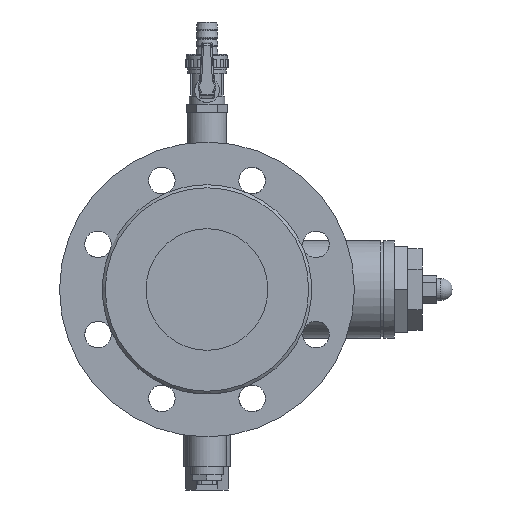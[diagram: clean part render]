
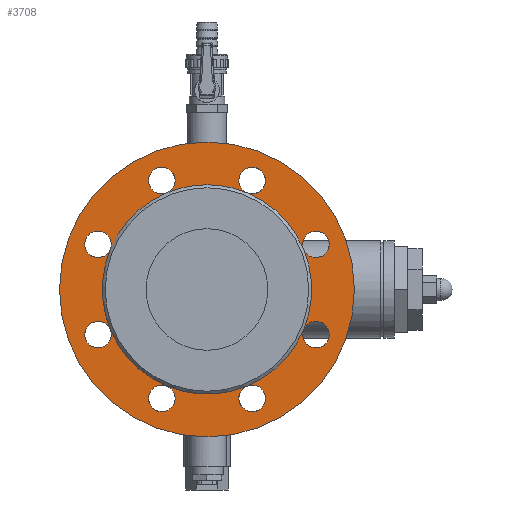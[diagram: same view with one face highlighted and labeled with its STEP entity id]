
A CAD part, left-side view. The second image highlights one B-rep face of the part: STEP entity #3708.
In plain terms, the highlighted planar face has unit normal (-1, 0, 0).
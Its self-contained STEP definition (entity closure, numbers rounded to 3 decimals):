
#116=PLANE('',#4167);
#275=FACE_BOUND('',#786,.T.);
#460=FACE_OUTER_BOUND('',#785,.T.);
#785=EDGE_LOOP('',(#3160));
#786=EDGE_LOOP('',(#3161,#3162,#3163,#3164,#3165,#3166,#3167,#3168,#3169,
#3170,#3171,#3172,#3173,#3174,#3175,#3176));
#1062=CIRCLE('',#4112,9.);
#1063=CIRCLE('',#4114,9.);
#1064=CIRCLE('',#4116,9.);
#1065=CIRCLE('',#4118,9.);
#1066=CIRCLE('',#4120,9.);
#1067=CIRCLE('',#4122,9.);
#1068=CIRCLE('',#4124,9.);
#1069=CIRCLE('',#4126,9.);
#1070=CIRCLE('',#4128,100.);
#1092=CIRCLE('',#4168,71.);
#1093=CIRCLE('',#4169,71.);
#1094=CIRCLE('',#4170,71.);
#1095=CIRCLE('',#4171,71.);
#1096=CIRCLE('',#4172,71.);
#1097=CIRCLE('',#4173,71.);
#1098=CIRCLE('',#4174,71.);
#1099=CIRCLE('',#4175,71.);
#1844=VERTEX_POINT('',#6851);
#1845=VERTEX_POINT('',#6854);
#1846=VERTEX_POINT('',#6857);
#1847=VERTEX_POINT('',#6860);
#1848=VERTEX_POINT('',#6863);
#1849=VERTEX_POINT('',#6866);
#1850=VERTEX_POINT('',#6869);
#1851=VERTEX_POINT('',#6872);
#1852=VERTEX_POINT('',#6875);
#2282=EDGE_CURVE('',#1844,#1844,#1062,.T.);
#2283=EDGE_CURVE('',#1845,#1845,#1063,.T.);
#2284=EDGE_CURVE('',#1846,#1846,#1064,.T.);
#2285=EDGE_CURVE('',#1847,#1847,#1065,.T.);
#2286=EDGE_CURVE('',#1848,#1848,#1066,.T.);
#2287=EDGE_CURVE('',#1849,#1849,#1067,.T.);
#2288=EDGE_CURVE('',#1850,#1850,#1068,.T.);
#2289=EDGE_CURVE('',#1851,#1851,#1069,.T.);
#2290=EDGE_CURVE('',#1852,#1852,#1070,.T.);
#2324=EDGE_CURVE('',#1851,#1850,#1092,.T.);
#2325=EDGE_CURVE('',#1850,#1849,#1093,.T.);
#2326=EDGE_CURVE('',#1849,#1848,#1094,.T.);
#2327=EDGE_CURVE('',#1848,#1847,#1095,.T.);
#2328=EDGE_CURVE('',#1847,#1846,#1096,.T.);
#2329=EDGE_CURVE('',#1846,#1845,#1097,.T.);
#2330=EDGE_CURVE('',#1845,#1844,#1098,.T.);
#2331=EDGE_CURVE('',#1844,#1851,#1099,.T.);
#3160=ORIENTED_EDGE('',*,*,#2290,.F.);
#3161=ORIENTED_EDGE('',*,*,#2324,.T.);
#3162=ORIENTED_EDGE('',*,*,#2288,.T.);
#3163=ORIENTED_EDGE('',*,*,#2325,.T.);
#3164=ORIENTED_EDGE('',*,*,#2287,.T.);
#3165=ORIENTED_EDGE('',*,*,#2326,.T.);
#3166=ORIENTED_EDGE('',*,*,#2286,.T.);
#3167=ORIENTED_EDGE('',*,*,#2327,.T.);
#3168=ORIENTED_EDGE('',*,*,#2285,.T.);
#3169=ORIENTED_EDGE('',*,*,#2328,.T.);
#3170=ORIENTED_EDGE('',*,*,#2284,.T.);
#3171=ORIENTED_EDGE('',*,*,#2329,.T.);
#3172=ORIENTED_EDGE('',*,*,#2283,.T.);
#3173=ORIENTED_EDGE('',*,*,#2330,.T.);
#3174=ORIENTED_EDGE('',*,*,#2282,.T.);
#3175=ORIENTED_EDGE('',*,*,#2331,.T.);
#3176=ORIENTED_EDGE('',*,*,#2289,.T.);
#3708=ADVANCED_FACE('',(#460,#275),#116,.T.);
#4112=AXIS2_PLACEMENT_3D('',#6852,#5069,#5070);
#4114=AXIS2_PLACEMENT_3D('',#6855,#5073,#5074);
#4116=AXIS2_PLACEMENT_3D('',#6858,#5077,#5078);
#4118=AXIS2_PLACEMENT_3D('',#6861,#5081,#5082);
#4120=AXIS2_PLACEMENT_3D('',#6864,#5085,#5086);
#4122=AXIS2_PLACEMENT_3D('',#6867,#5089,#5090);
#4124=AXIS2_PLACEMENT_3D('',#6870,#5093,#5094);
#4126=AXIS2_PLACEMENT_3D('',#6873,#5097,#5098);
#4128=AXIS2_PLACEMENT_3D('',#6876,#5101,#5102);
#4167=AXIS2_PLACEMENT_3D('',#6954,#5191,#5192);
#4168=AXIS2_PLACEMENT_3D('',#6955,#5193,#5194);
#4169=AXIS2_PLACEMENT_3D('',#6956,#5195,#5196);
#4170=AXIS2_PLACEMENT_3D('',#6957,#5197,#5198);
#4171=AXIS2_PLACEMENT_3D('',#6958,#5199,#5200);
#4172=AXIS2_PLACEMENT_3D('',#6959,#5201,#5202);
#4173=AXIS2_PLACEMENT_3D('',#6960,#5203,#5204);
#4174=AXIS2_PLACEMENT_3D('',#6961,#5205,#5206);
#4175=AXIS2_PLACEMENT_3D('',#6962,#5207,#5208);
#5069=DIRECTION('center_axis',(1.,0.,0.));
#5070=DIRECTION('ref_axis',(0.,0.707,-0.707));
#5073=DIRECTION('center_axis',(1.,0.,0.));
#5074=DIRECTION('ref_axis',(0.,0.,-1.));
#5077=DIRECTION('center_axis',(1.,0.,0.));
#5078=DIRECTION('ref_axis',(0.,-0.707,-0.707));
#5081=DIRECTION('center_axis',(1.,0.,0.));
#5082=DIRECTION('ref_axis',(0.,-1.,0.));
#5085=DIRECTION('center_axis',(1.,0.,0.));
#5086=DIRECTION('ref_axis',(0.,-0.707,0.707));
#5089=DIRECTION('center_axis',(1.,0.,0.));
#5090=DIRECTION('ref_axis',(0.,0.,1.));
#5093=DIRECTION('center_axis',(1.,0.,0.));
#5094=DIRECTION('ref_axis',(0.,0.707,0.707));
#5097=DIRECTION('center_axis',(1.,0.,0.));
#5098=DIRECTION('ref_axis',(0.,1.,0.));
#5101=DIRECTION('center_axis',(1.,0.,0.));
#5102=DIRECTION('ref_axis',(0.,1.,0.));
#5191=DIRECTION('center_axis',(-1.,0.,0.));
#5192=DIRECTION('ref_axis',(0.,-1.,0.));
#5193=DIRECTION('center_axis',(1.,0.,0.));
#5194=DIRECTION('ref_axis',(0.,1.,0.));
#5195=DIRECTION('center_axis',(1.,0.,0.));
#5196=DIRECTION('ref_axis',(0.,1.,0.));
#5197=DIRECTION('center_axis',(1.,0.,0.));
#5198=DIRECTION('ref_axis',(0.,1.,0.));
#5199=DIRECTION('center_axis',(1.,0.,0.));
#5200=DIRECTION('ref_axis',(0.,1.,0.));
#5201=DIRECTION('center_axis',(1.,0.,0.));
#5202=DIRECTION('ref_axis',(0.,1.,0.));
#5203=DIRECTION('center_axis',(1.,0.,0.));
#5204=DIRECTION('ref_axis',(0.,1.,0.));
#5205=DIRECTION('center_axis',(1.,0.,0.));
#5206=DIRECTION('ref_axis',(0.,1.,0.));
#5207=DIRECTION('center_axis',(1.,0.,0.));
#5208=DIRECTION('ref_axis',(0.,1.,0.));
#6851=CARTESIAN_POINT('',(2.,65.595,-27.171));
#6852=CARTESIAN_POINT('Origin',(2.,73.91,-30.615));
#6854=CARTESIAN_POINT('',(2.,27.171,-65.595));
#6855=CARTESIAN_POINT('Origin',(2.,30.615,-73.91));
#6857=CARTESIAN_POINT('',(2.,-27.171,-65.595));
#6858=CARTESIAN_POINT('Origin',(2.,-30.615,-73.91));
#6860=CARTESIAN_POINT('',(2.,-65.595,-27.171));
#6861=CARTESIAN_POINT('Origin',(2.,-73.91,-30.615));
#6863=CARTESIAN_POINT('',(2.,-65.595,27.171));
#6864=CARTESIAN_POINT('Origin',(2.,-73.91,30.615));
#6866=CARTESIAN_POINT('',(2.,-27.171,65.595));
#6867=CARTESIAN_POINT('Origin',(2.,-30.615,73.91));
#6869=CARTESIAN_POINT('',(2.,27.171,65.595));
#6870=CARTESIAN_POINT('Origin',(2.,30.615,73.91));
#6872=CARTESIAN_POINT('',(2.,65.595,27.171));
#6873=CARTESIAN_POINT('Origin',(2.,73.91,30.615));
#6875=CARTESIAN_POINT('',(2.,0.,100.));
#6876=CARTESIAN_POINT('Origin',(2.,0.,0.));
#6954=CARTESIAN_POINT('Origin',(2.,0.,100.));
#6955=CARTESIAN_POINT('Origin',(2.,0.,0.));
#6956=CARTESIAN_POINT('Origin',(2.,0.,0.));
#6957=CARTESIAN_POINT('Origin',(2.,0.,0.));
#6958=CARTESIAN_POINT('Origin',(2.,0.,0.));
#6959=CARTESIAN_POINT('Origin',(2.,0.,0.));
#6960=CARTESIAN_POINT('Origin',(2.,0.,0.));
#6961=CARTESIAN_POINT('Origin',(2.,0.,0.));
#6962=CARTESIAN_POINT('Origin',(2.,0.,0.));
